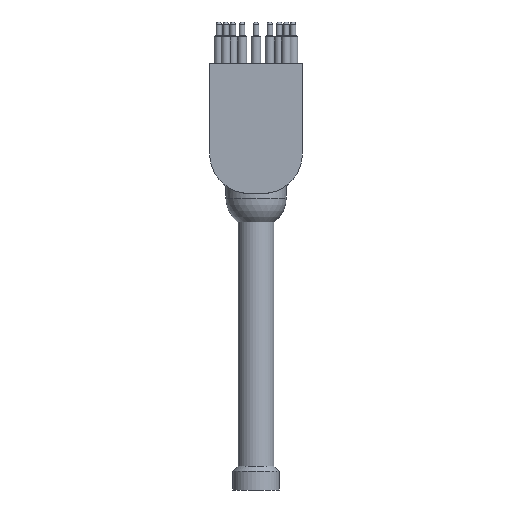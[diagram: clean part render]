
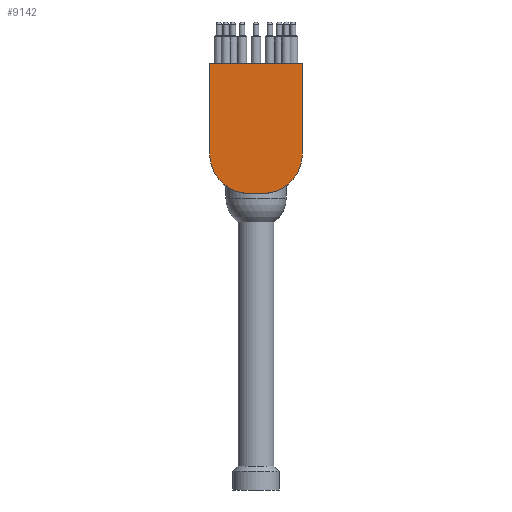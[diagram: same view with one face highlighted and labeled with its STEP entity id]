
A CAD part, front view. The second image highlights one B-rep face of the part: STEP entity #9142.
In plain terms, the highlighted planar face has unit normal (0, -1, 0).
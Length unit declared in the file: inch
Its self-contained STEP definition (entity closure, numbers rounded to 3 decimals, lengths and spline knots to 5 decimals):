
#154=CIRCLE($,#9591,0.532);
#155=CIRCLE($,#9593,0.532);
#1287=FACE_OUTER_BOUND($,#1880,.T.);
#1880=EDGE_LOOP($,(#7426,#7427,#7428,#7429,#7430,#7431));
#2633=LINE($,#14994,#3328);
#2674=LINE($,#15894,#3369);
#2678=LINE($,#15901,#3373);
#2680=LINE($,#15905,#3375);
#3328=VECTOR($,#10618,1.25);
#3369=VECTOR($,#10819,0.186);
#3373=VECTOR($,#10827,1.218);
#3375=VECTOR($,#10831,1.218);
#4049=VERTEX_POINT($,#14992);
#4050=VERTEX_POINT($,#14993);
#4175=VERTEX_POINT($,#15891);
#4176=VERTEX_POINT($,#15893);
#4177=VERTEX_POINT($,#15900);
#4178=VERTEX_POINT($,#15904);
#5186=EDGE_CURVE($,#4049,#4050,#2633,.T.);
#5314=EDGE_CURVE($,#4175,#4176,#2674,.T.);
#5318=EDGE_CURVE($,#4177,#4049,#2678,.T.);
#5320=EDGE_CURVE($,#4050,#4178,#2680,.T.);
#5322=EDGE_CURVE($,#4178,#4175,#154,.T.);
#5323=EDGE_CURVE($,#4176,#4177,#155,.T.);
#7426=ORIENTED_EDGE($,*,*,#5318,.F.);
#7427=ORIENTED_EDGE($,*,*,#5323,.F.);
#7428=ORIENTED_EDGE($,*,*,#5314,.F.);
#7429=ORIENTED_EDGE($,*,*,#5322,.F.);
#7430=ORIENTED_EDGE($,*,*,#5320,.F.);
#7431=ORIENTED_EDGE($,*,*,#5186,.F.);
#8262=PLANE($,#9594);
#9142=ADVANCED_FACE($,(#1287),#8262,.F.);
#9591=AXIS2_PLACEMENT_3D($,#15908,#10835,#10836);
#9593=AXIS2_PLACEMENT_3D($,#15910,#10839,#10840);
#9594=AXIS2_PLACEMENT_3D($,#15911,#10841,#10842);
#10618=DIRECTION($,(1.,0.,0.));
#10819=DIRECTION($,(-1.,0.,0.));
#10827=DIRECTION($,(0.,0.,1.));
#10831=DIRECTION($,(0.,0.,-1.));
#10835=DIRECTION('center_axis',(0.,1.,0.));
#10836=DIRECTION('ref_axis',(0.,0.,1.));
#10839=DIRECTION('center_axis',(0.,1.,0.));
#10840=DIRECTION('ref_axis',(0.,0.,1.));
#10841=DIRECTION('center_axis',(0.,1.,0.));
#10842=DIRECTION('ref_axis',(0.,0.,1.));
#14992=CARTESIAN_POINT('',(-0.625,-0.4225,0.));
#14993=CARTESIAN_POINT('',(0.625,-0.4225,0.));
#14994=CARTESIAN_POINT($,(-0.625,-0.4225,0.));
#15891=CARTESIAN_POINT('',(0.093,-0.4225,-1.75));
#15893=CARTESIAN_POINT('',(-0.093,-0.4225,-1.75));
#15894=CARTESIAN_POINT($,(-0.093,-0.4225,-1.75));
#15900=CARTESIAN_POINT('',(-0.625,-0.4225,-1.218));
#15901=CARTESIAN_POINT($,(-0.625,-0.4225,0.));
#15904=CARTESIAN_POINT('',(0.625,-0.4225,-1.218));
#15905=CARTESIAN_POINT($,(0.625,-0.4225,0.));
#15908=CARTESIAN_POINT('Origin',(0.093,-0.4225,-1.218));
#15910=CARTESIAN_POINT('Origin',(-0.093,-0.4225,-1.218));
#15911=CARTESIAN_POINT('Origin',(-0.093,-0.4225,-1.218));
